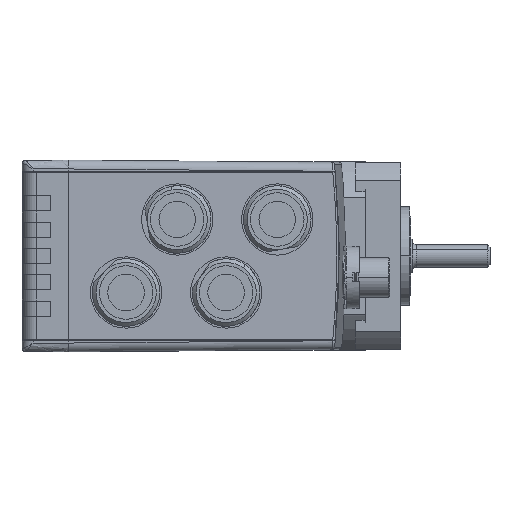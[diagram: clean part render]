
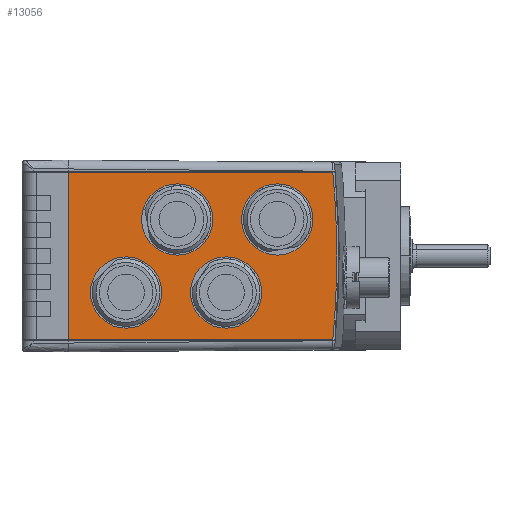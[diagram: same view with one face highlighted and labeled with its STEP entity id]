
A CAD part, left-side view. The second image highlights one B-rep face of the part: STEP entity #13056.
In plain terms, the highlighted planar face has unit normal (-1, -0.009, 0).
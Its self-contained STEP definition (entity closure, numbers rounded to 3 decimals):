
#742 = PLANE ( 'NONE',  #1308 ) ;
#845 = AXIS2_PLACEMENT_3D ( 'NONE', #20364, #7390, #20713 ) ;
#1074 = DIRECTION ( 'NONE',  ( -1., -0.009, 0. ) ) ;
#1084 = CIRCLE ( 'NONE', #4406, 8. ) ;
#1308 = AXIS2_PLACEMENT_3D ( 'NONE', #3503, #1074, #21772 ) ;
#1353 = CIRCLE ( 'NONE', #12845, 197.756 ) ;
#1370 = VERTEX_POINT ( 'NONE', #15398 ) ;
#1484 = CARTESIAN_POINT ( 'NONE',  ( -58.763, -15.729, -18.75 ) ) ;
#1608 = EDGE_CURVE ( 'NONE', #10789, #2749, #2838, .T. ) ;
#2235 = VERTEX_POINT ( 'NONE', #6414 ) ;
#2513 = VERTEX_POINT ( 'NONE', #3093 ) ;
#2749 = VERTEX_POINT ( 'NONE', #20710 ) ;
#2838 = CIRCLE ( 'NONE', #14864, 8. ) ;
#3083 = EDGE_CURVE ( 'NONE', #27720, #22510, #28982, .T. ) ;
#3093 = CARTESIAN_POINT ( 'NONE',  ( -59.137, 27.176, 8.192 ) ) ;
#3139 = CIRCLE ( 'NONE', #5339, 8. ) ;
#3155 = ORIENTED_EDGE ( 'NONE', *, *, #7410, .T. ) ;
#3386 = DIRECTION ( 'NONE',  ( 1., 0.009, 0. ) ) ;
#3503 = CARTESIAN_POINT ( 'NONE',  ( -59.28, 43.498, -129.219 ) ) ;
#4006 = AXIS2_PLACEMENT_3D ( 'NONE', #4717, #23140, #15151 ) ;
#4044 = DIRECTION ( 'NONE',  ( 1., 0.009, 0. ) ) ;
#4406 = AXIS2_PLACEMENT_3D ( 'NONE', #17521, #8975, #19714 ) ;
#4559 = VERTEX_POINT ( 'NONE', #26256 ) ;
#4717 = CARTESIAN_POINT ( 'NONE',  ( -58.871, -3.274, 8.192 ) ) ;
#4727 = VECTOR ( 'NONE', #8606, 1000. ) ;
#5255 = CIRCLE ( 'NONE', #845, 8. ) ;
#5339 = AXIS2_PLACEMENT_3D ( 'NONE', #27423, #4044, #24896 ) ;
#5610 = ORIENTED_EDGE ( 'NONE', *, *, #32766, .T. ) ;
#5692 = AXIS2_PLACEMENT_3D ( 'NONE', #33544, #15677, #10348 ) ;
#6042 = CARTESIAN_POINT ( 'NONE',  ( -60.481, 181.129, 0. ) ) ;
#6069 = FACE_OUTER_BOUND ( 'NONE', #16332, .T. ) ;
#6220 = DIRECTION ( 'NONE',  ( 0., 0., -1. ) ) ;
#6414 = CARTESIAN_POINT ( 'NONE',  ( -59.28, 43.497, -18.75 ) ) ;
#6420 = FACE_BOUND ( 'NONE', #13287, .T. ) ;
#6550 = DIRECTION ( 'NONE',  ( 0.009, -1., 0. ) ) ;
#6688 = EDGE_CURVE ( 'NONE', #13127, #1370, #15815, .T. ) ;
#7390 = DIRECTION ( 'NONE',  ( 1., 0.009, 0. ) ) ;
#7410 = EDGE_CURVE ( 'NONE', #13127, #2235, #32297, .T. ) ;
#7444 = VECTOR ( 'NONE', #25851, 1000. ) ;
#7612 = ORIENTED_EDGE ( 'NONE', *, *, #18190, .F. ) ;
#8360 = CIRCLE ( 'NONE', #30149, 197.756 ) ;
#8606 = DIRECTION ( 'NONE',  ( 0.009, -1., 0. ) ) ;
#8975 = DIRECTION ( 'NONE',  ( 1., 0.009, 0. ) ) ;
#9638 = EDGE_CURVE ( 'NONE', #2235, #27081, #29760, .T. ) ;
#9693 = VECTOR ( 'NONE', #6220, 1000. ) ;
#9829 = ORIENTED_EDGE ( 'NONE', *, *, #22686, .F. ) ;
#10223 = ORIENTED_EDGE ( 'NONE', *, *, #11326, .T. ) ;
#10348 = DIRECTION ( 'NONE',  ( 0.009, -1., 0. ) ) ;
#10439 = CARTESIAN_POINT ( 'NONE',  ( -58.998, 11.177, 8.192 ) ) ;
#10789 = VERTEX_POINT ( 'NONE', #27470 ) ;
#11196 = FACE_BOUND ( 'NONE', #14822, .T. ) ;
#11199 = VERTEX_POINT ( 'NONE', #28264 ) ;
#11326 = EDGE_CURVE ( 'NONE', #2749, #10789, #25279, .T. ) ;
#11344 = CARTESIAN_POINT ( 'NONE',  ( -59.28, 43.497, -129.219 ) ) ;
#11526 = FACE_BOUND ( 'NONE', #18718, .T. ) ;
#12554 = DIRECTION ( 'NONE',  ( 1., 0.009, 0. ) ) ;
#12845 = AXIS2_PLACEMENT_3D ( 'NONE', #6042, #24815, #6550 ) ;
#13056 = ADVANCED_FACE ( 'NONE', ( #6420, #11196, #6069, #16997, #11526 ), #742, .T. ) ;
#13127 = VERTEX_POINT ( 'NONE', #17347 ) ;
#13183 = ORIENTED_EDGE ( 'NONE', *, *, #3083, .T. ) ;
#13287 = EDGE_LOOP ( 'NONE', ( #5610, #26238 ) ) ;
#13801 = CIRCLE ( 'NONE', #4006, 8. ) ;
#14822 = EDGE_LOOP ( 'NONE', ( #26730, #10223 ) ) ;
#14864 = AXIS2_PLACEMENT_3D ( 'NONE', #21504, #3386, #19599 ) ;
#14922 = EDGE_CURVE ( 'NONE', #2513, #25254, #14968, .T. ) ;
#14968 = CIRCLE ( 'NONE', #5692, 8. ) ;
#15151 = DIRECTION ( 'NONE',  ( 0.009, -1., 0. ) ) ;
#15314 = ORIENTED_EDGE ( 'NONE', *, *, #6688, .F. ) ;
#15398 = CARTESIAN_POINT ( 'NONE',  ( -58.763, -15.729, 18.75 ) ) ;
#15594 = VERTEX_POINT ( 'NONE', #22498 ) ;
#15677 = DIRECTION ( 'NONE',  ( 1., 0.009, 0. ) ) ;
#15815 = LINE ( 'NONE', #20409, #7444 ) ;
#16332 = EDGE_LOOP ( 'NONE', ( #15314, #3155, #23398, #9829, #7612 ) ) ;
#16559 = AXIS2_PLACEMENT_3D ( 'NONE', #21903, #25142, #17475 ) ;
#16997 = FACE_BOUND ( 'NONE', #18903, .T. ) ;
#17163 = CARTESIAN_POINT ( 'NONE',  ( -59.237, 38.648, -8.192 ) ) ;
#17347 = CARTESIAN_POINT ( 'NONE',  ( -59.28, 43.497, 18.75 ) ) ;
#17475 = DIRECTION ( 'NONE',  ( 0.009, -1., 0. ) ) ;
#17521 = CARTESIAN_POINT ( 'NONE',  ( -59.067, 19.176, 8.192 ) ) ;
#17840 = DIRECTION ( 'NONE',  ( 0.009, -1., 0. ) ) ;
#17848 = DIRECTION ( 'NONE',  ( 0.009, -1., 0. ) ) ;
#18190 = EDGE_CURVE ( 'NONE', #1370, #11199, #1353, .T. ) ;
#18718 = EDGE_LOOP ( 'NONE', ( #29440, #24604 ) ) ;
#18903 = EDGE_LOOP ( 'NONE', ( #20281, #13183 ) ) ;
#19140 = EDGE_CURVE ( 'NONE', #22510, #27720, #5255, .T. ) ;
#19599 = DIRECTION ( 'NONE',  ( 0.009, -1., 0. ) ) ;
#19714 = DIRECTION ( 'NONE',  ( 0.009, -1., 0. ) ) ;
#20281 = ORIENTED_EDGE ( 'NONE', *, *, #19140, .T. ) ;
#20364 = CARTESIAN_POINT ( 'NONE',  ( -59.167, 30.648, -8.192 ) ) ;
#20409 = CARTESIAN_POINT ( 'NONE',  ( -59.28, 43.498, 18.75 ) ) ;
#20710 = CARTESIAN_POINT ( 'NONE',  ( -59.041, 16.198, -8.192 ) ) ;
#20713 = DIRECTION ( 'NONE',  ( 0.009, -1., 0. ) ) ;
#21504 = CARTESIAN_POINT ( 'NONE',  ( -58.972, 8.198, -8.192 ) ) ;
#21772 = DIRECTION ( 'NONE',  ( 0.009, -1., 0. ) ) ;
#21903 = CARTESIAN_POINT ( 'NONE',  ( -58.972, 8.198, -8.192 ) ) ;
#22111 = CARTESIAN_POINT ( 'NONE',  ( -59.28, 43.498, -18.75 ) ) ;
#22486 = AXIS2_PLACEMENT_3D ( 'NONE', #30451, #30792, #17840 ) ;
#22498 = CARTESIAN_POINT ( 'NONE',  ( -58.802, -11.273, 8.192 ) ) ;
#22510 = VERTEX_POINT ( 'NONE', #25038 ) ;
#22658 = EDGE_CURVE ( 'NONE', #15594, #4559, #13801, .T. ) ;
#22686 = EDGE_CURVE ( 'NONE', #11199, #27081, #8360, .T. ) ;
#23140 = DIRECTION ( 'NONE',  ( 1., 0.009, 0. ) ) ;
#23398 = ORIENTED_EDGE ( 'NONE', *, *, #9638, .T. ) ;
#24604 = ORIENTED_EDGE ( 'NONE', *, *, #27133, .T. ) ;
#24815 = DIRECTION ( 'NONE',  ( 1., 0.009, 0. ) ) ;
#24896 = DIRECTION ( 'NONE',  ( 0.009, -1., 0. ) ) ;
#25038 = CARTESIAN_POINT ( 'NONE',  ( -59.098, 22.648, -8.192 ) ) ;
#25142 = DIRECTION ( 'NONE',  ( 1., 0.009, 0. ) ) ;
#25254 = VERTEX_POINT ( 'NONE', #10439 ) ;
#25279 = CIRCLE ( 'NONE', #16559, 8. ) ;
#25851 = DIRECTION ( 'NONE',  ( 0.009, -1., 0. ) ) ;
#26238 = ORIENTED_EDGE ( 'NONE', *, *, #14922, .T. ) ;
#26256 = CARTESIAN_POINT ( 'NONE',  ( -58.941, 4.726, 8.192 ) ) ;
#26730 = ORIENTED_EDGE ( 'NONE', *, *, #1608, .T. ) ;
#27081 = VERTEX_POINT ( 'NONE', #1484 ) ;
#27133 = EDGE_CURVE ( 'NONE', #4559, #15594, #3139, .T. ) ;
#27423 = CARTESIAN_POINT ( 'NONE',  ( -58.871, -3.274, 8.192 ) ) ;
#27470 = CARTESIAN_POINT ( 'NONE',  ( -58.902, 0.198, -8.192 ) ) ;
#27720 = VERTEX_POINT ( 'NONE', #17163 ) ;
#28264 = CARTESIAN_POINT ( 'NONE',  ( -58.755, -16.62, 0. ) ) ;
#28982 = CIRCLE ( 'NONE', #22486, 8. ) ;
#29440 = ORIENTED_EDGE ( 'NONE', *, *, #22658, .T. ) ;
#29760 = LINE ( 'NONE', #22111, #4727 ) ;
#30149 = AXIS2_PLACEMENT_3D ( 'NONE', #33512, #12554, #17848 ) ;
#30451 = CARTESIAN_POINT ( 'NONE',  ( -59.167, 30.648, -8.192 ) ) ;
#30792 = DIRECTION ( 'NONE',  ( 1., 0.009, 0. ) ) ;
#32297 = LINE ( 'NONE', #11344, #9693 ) ;
#32766 = EDGE_CURVE ( 'NONE', #25254, #2513, #1084, .T. ) ;
#33512 = CARTESIAN_POINT ( 'NONE',  ( -60.481, 181.129, 0. ) ) ;
#33544 = CARTESIAN_POINT ( 'NONE',  ( -59.067, 19.176, 8.192 ) ) ;
